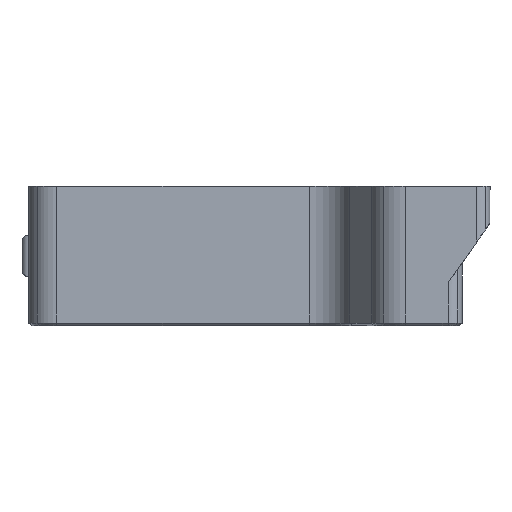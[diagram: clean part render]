
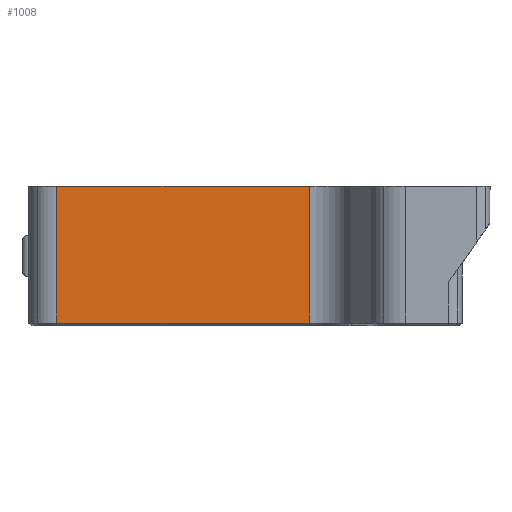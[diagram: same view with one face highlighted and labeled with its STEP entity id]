
A CAD part, left-side view. The second image highlights one B-rep face of the part: STEP entity #1008.
In plain terms, the highlighted planar face has unit normal (-1, 0, 0).
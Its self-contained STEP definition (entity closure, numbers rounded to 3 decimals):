
#87 = EDGE_CURVE ( 'NONE', #2636, #4704, #2438, .T. ) ;
#309 = CARTESIAN_POINT ( 'NONE',  ( -48.3, 25.898, 0.4 ) ) ;
#680 = DIRECTION ( 'NONE',  ( 0., 0., 1. ) ) ;
#805 = EDGE_CURVE ( 'NONE', #2636, #4861, #6937, .T. ) ;
#859 = EDGE_CURVE ( 'NONE', #3964, #4704, #3655, .T. ) ;
#880 = CARTESIAN_POINT ( 'NONE',  ( -48.3, 62., 0.4 ) ) ;
#1008 = ADVANCED_FACE ( 'NONE', ( #3174 ), #7736, .F. ) ;
#1065 = DIRECTION ( 'NONE',  ( 0., 0., 1. ) ) ;
#1090 = VECTOR ( 'NONE', #6368, 1000. ) ;
#1126 = CARTESIAN_POINT ( 'NONE',  ( -48.3, 29.449, 0.4 ) ) ;
#2438 = LINE ( 'NONE', #1126, #2521 ) ;
#2464 = ORIENTED_EDGE ( 'NONE', *, *, #3721, .F. ) ;
#2518 = DIRECTION ( 'NONE',  ( 0., -1., 0. ) ) ;
#2521 = VECTOR ( 'NONE', #2518, 1000. ) ;
#2534 = VECTOR ( 'NONE', #5657, 1000. ) ;
#2636 = VERTEX_POINT ( 'NONE', #880 ) ;
#3170 = ORIENTED_EDGE ( 'NONE', *, *, #805, .F. ) ;
#3174 = FACE_OUTER_BOUND ( 'NONE', #7472, .T. ) ;
#3608 = ORIENTED_EDGE ( 'NONE', *, *, #859, .F. ) ;
#3655 = LINE ( 'NONE', #6817, #2534 ) ;
#3721 = EDGE_CURVE ( 'NONE', #4861, #3964, #3763, .T. ) ;
#3763 = LINE ( 'NONE', #3806, #1090 ) ;
#3806 = CARTESIAN_POINT ( 'NONE',  ( -48.3, 29.449, 20. ) ) ;
#3964 = VERTEX_POINT ( 'NONE', #6954 ) ;
#3984 = ORIENTED_EDGE ( 'NONE', *, *, #87, .T. ) ;
#4452 = VECTOR ( 'NONE', #1065, 1000. ) ;
#4704 = VERTEX_POINT ( 'NONE', #309 ) ;
#4861 = VERTEX_POINT ( 'NONE', #8029 ) ;
#5657 = DIRECTION ( 'NONE',  ( 0., 0., -1. ) ) ;
#5781 = CARTESIAN_POINT ( 'NONE',  ( -48.3, 25.898, 20. ) ) ;
#6368 = DIRECTION ( 'NONE',  ( 0., -1., 0. ) ) ;
#6817 = CARTESIAN_POINT ( 'NONE',  ( -48.3, 25.898, 20. ) ) ;
#6937 = LINE ( 'NONE', #7494, #4452 ) ;
#6954 = CARTESIAN_POINT ( 'NONE',  ( -48.3, 25.898, 20. ) ) ;
#7472 = EDGE_LOOP ( 'NONE', ( #3984, #3608, #2464, #3170 ) ) ;
#7494 = CARTESIAN_POINT ( 'NONE',  ( -48.3, 62., 20. ) ) ;
#7576 = AXIS2_PLACEMENT_3D ( 'NONE', #5781, #8375, #680 ) ;
#7736 = PLANE ( 'NONE',  #7576 ) ;
#8029 = CARTESIAN_POINT ( 'NONE',  ( -48.3, 62., 20. ) ) ;
#8375 = DIRECTION ( 'NONE',  ( 1., 0., 0. ) ) ;
